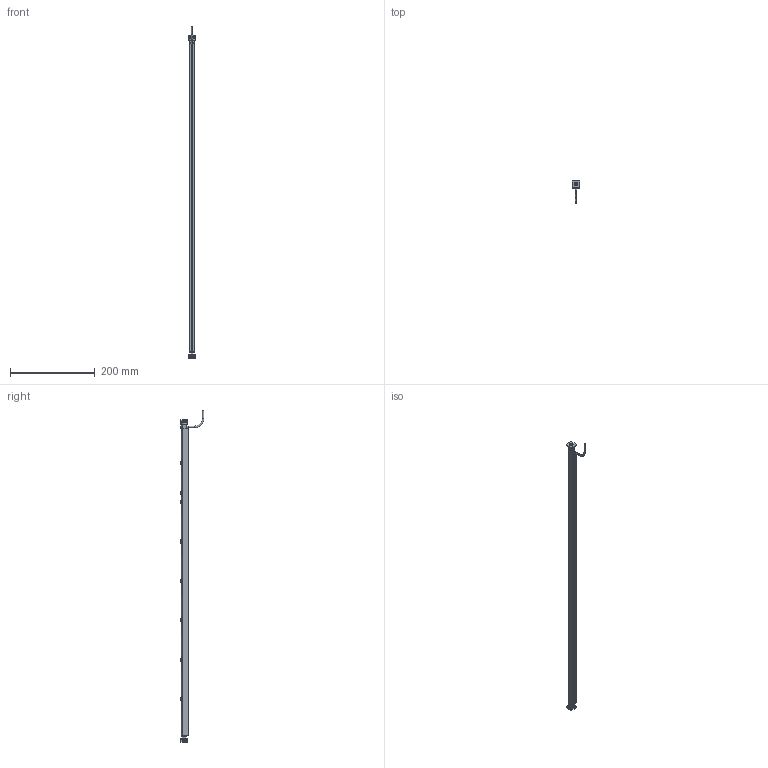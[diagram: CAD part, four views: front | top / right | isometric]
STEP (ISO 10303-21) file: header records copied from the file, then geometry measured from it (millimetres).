
FILE_DESCRIPTION((''),'2;1');
FILE_NAME('220224_SM01','2020-11-05T10:52:56',('jkuehl'),('BANNER ENGINEERING CORP.'),'CREO PARAMETRIC BY PTC INC, 2019292','CREO PARAMETRIC BY PTC INC, 2019292','');
FILE_SCHEMA(('CONFIG_CONTROL_DESIGN','SHAPE_APPEARANCE_LAYERS_GROUPS'));
Products named in the file (1): 220224_SM01
Bounding box: 18.1 x 56.4 x 785.25 mm (x, y, z)
Volume: 123627.8 mm3; surface area: 57892.6 mm2
Topology: 2 solids, 2 shells, 1731 faces, 4573 edges, 2799 vertices
Faces by surface type: bspline 584, plane 580, cylinder 320, cone 135, torus 36, sphere 34, revolution 28, extrusion 14
Entity records: 123154 total; most frequent: CARTESIAN_POINT 75349, ORIENTED_EDGE 9086, DIRECTION 5778, EDGE_CURVE 4543, VERTEX_POINT 2799, AXIS2_PLACEMENT_3D 2069, B_SPLINE_CURVE_WITH_KNOTS 2023, EDGE_LOOP 1790
